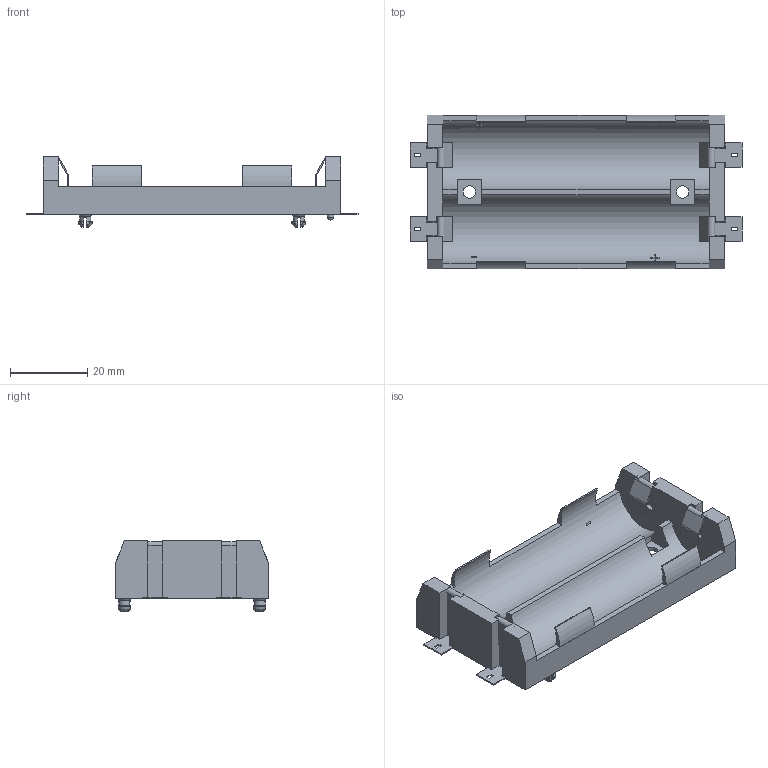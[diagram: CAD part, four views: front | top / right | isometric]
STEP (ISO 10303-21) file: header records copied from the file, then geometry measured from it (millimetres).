
FILE_DESCRIPTION( ( '' ), ' ' );
FILE_NAME( '5bedc0253ff6a714f46270df.step', '2018-11-15T18:51:18', ( '' ), ( '' ), ' ', ' ', ' ' );
FILE_SCHEMA( ( 'AUTOMOTIVE_DESIGN { 1 0 10303 214 1 1 1 1 }' ) );
Length unit declared in the file: metre
Products named in the file (5): Open CASCADE STEP translator 6.8 2; Open CASCADE STEP translator 6.8 1
Bounding box: 85.95 x 39.78 x 18.31 mm (x, y, z)
Volume: 10980.5 mm3; surface area: 12794.1 mm2
Topology: 5 solids, 5 shells, 258 faces, 718 edges, 477 vertices
Faces by surface type: plane 218, cylinder 33, bspline 5, torus 2
Full cylindrical faces by diameter (mm): 1.575 x1, 2.921 x2, 3.175 x2, 4.321 x2
Entity records: 14004 total; most frequent: CARTESIAN_POINT 1703, ORIENTED_EDGE 1412, DIRECTION 1315, STYLED_ITEM 964, PRESENTATION_STYLE_ASSIGNMENT 964, COLOUR_RGB 964, EDGE_CURVE 706, CURVE_STYLE 706
